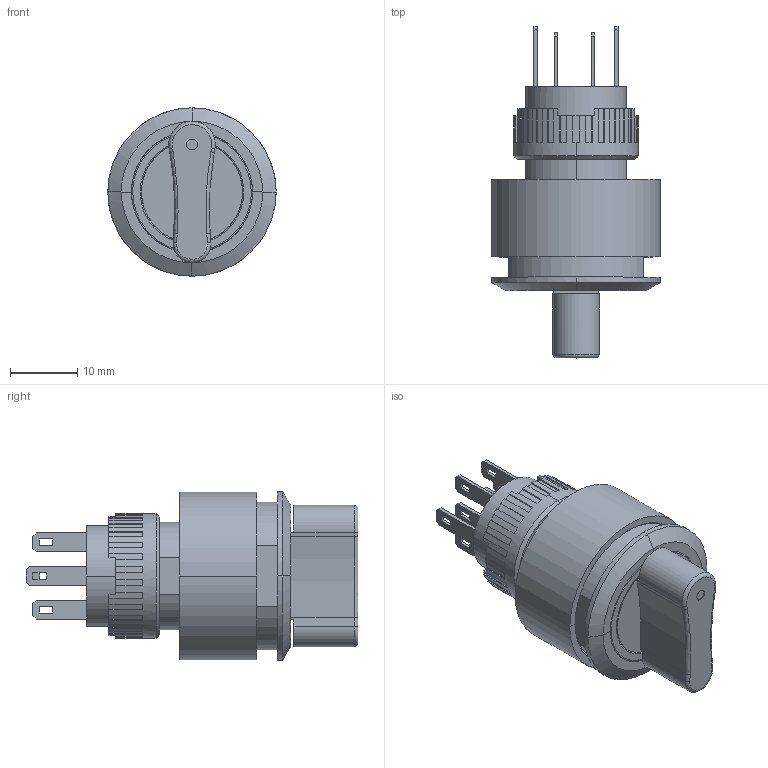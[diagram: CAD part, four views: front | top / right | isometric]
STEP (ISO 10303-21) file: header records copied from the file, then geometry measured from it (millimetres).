
FILE_DESCRIPTION(/* description */ (''),/* implementation_level */ '2;1');
FILE_NAME(/* name */ '1TYT0T~F',/* time_stamp */ '2021-05-28T19:39:25+09:00',/* author */ (''),/* organization */ (''),/* preprocessor_version */ 'ST-DEVELOPER v16.5',/* originating_system */ '',/* authorisation */ '');
FILE_SCHEMA (('CONFIG_CONTROL_DESIGN'));
Length unit declared in the file: millimetre
Products named in the file (4): Document; 101052-1001059-3; 101052-1001059-2; 101052-1001059
Assembly tree (3 placements, depth 2):
  Document
    101052-1001059-3
    101052-1001059-2
    101052-1001059
Bounding box: 25 x 49.31 x 25 mm (x, y, z)
Volume: 11414.1 mm3; surface area: 6884.5 mm2
Topology: 11 solids, 11 shells, 337 faces, 894 edges, 583 vertices
Faces by surface type: bspline 337
Entity records: 22127 total; most frequent: CARTESIAN_POINT 10380, B_SPLINE_CURVE_WITH_KNOTS 2287, ORIENTED_EDGE 1788, PCURVE 1788, DEFINITIONAL_REPRESENTATION 1788, SURFACE_CURVE 894, EDGE_CURVE 894, VERTEX_POINT 583
